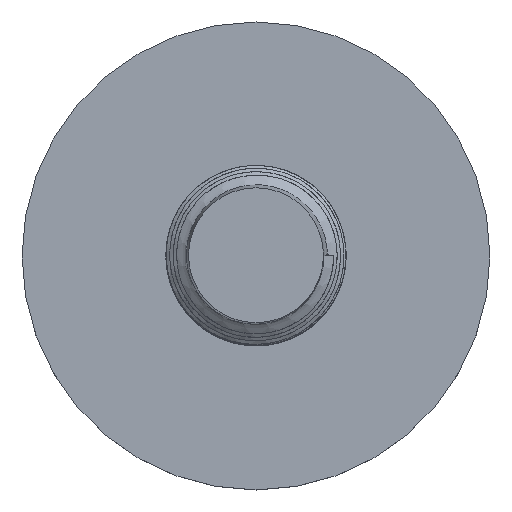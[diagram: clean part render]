
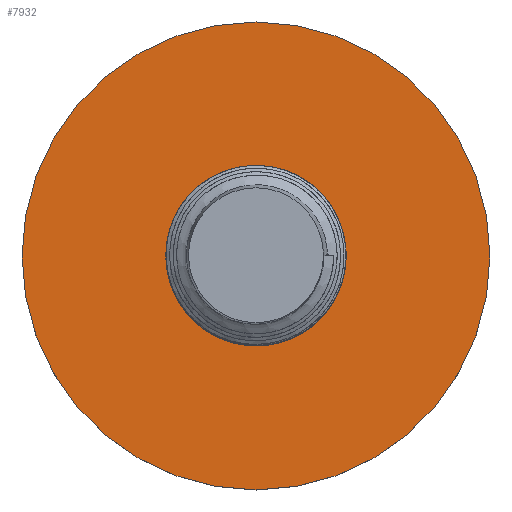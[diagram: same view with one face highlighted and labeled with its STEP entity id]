
A CAD part, top view. The second image highlights one B-rep face of the part: STEP entity #7932.
In plain terms, the highlighted planar face has unit normal (0, 0, 1).
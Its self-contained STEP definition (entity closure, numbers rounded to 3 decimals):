
#7772 = EDGE_CURVE('',#7773,#7773,#7775,.T.);
#7773 = VERTEX_POINT('',#7774);
#7774 = CARTESIAN_POINT('',(2720.7,534.,629.));
#7775 = SURFACE_CURVE('',#7776,(#7781,#7793),.PCURVE_S1.);
#7776 = CIRCLE('',#7777,13.);
#7777 = AXIS2_PLACEMENT_3D('',#7778,#7779,#7780);
#7778 = CARTESIAN_POINT('',(2720.7,547.,629.));
#7779 = DIRECTION('',(0.,0.,1.));
#7780 = DIRECTION('',(0.,-1.,0.));
#7781 = PCURVE('',#7782,#7787);
#7782 = CYLINDRICAL_SURFACE('',#7783,13.);
#7783 = AXIS2_PLACEMENT_3D('',#7784,#7785,#7786);
#7784 = CARTESIAN_POINT('',(2720.7,547.,629.));
#7785 = DIRECTION('',(0.,0.,-1.));
#7786 = DIRECTION('',(1.,0.,0.));
#7787 = DEFINITIONAL_REPRESENTATION('',(#7788),#7792);
#7788 = LINE('',#7789,#7790);
#7789 = CARTESIAN_POINT('',(7.854,0.));
#7790 = VECTOR('',#7791,1.);
#7791 = DIRECTION('',(-1.,0.));
#7792 = ( GEOMETRIC_REPRESENTATION_CONTEXT(2) 
PARAMETRIC_REPRESENTATION_CONTEXT() REPRESENTATION_CONTEXT('2D SPACE',''
  ) );
#7793 = PCURVE('',#7794,#7799);
#7794 = PLANE('',#7795);
#7795 = AXIS2_PLACEMENT_3D('',#7796,#7797,#7798);
#7796 = CARTESIAN_POINT('',(2720.7,547.,629.));
#7797 = DIRECTION('',(0.,0.,1.));
#7798 = DIRECTION('',(-1.,0.,0.));
#7799 = DEFINITIONAL_REPRESENTATION('',(#7800),#7804);
#7800 = CIRCLE('',#7801,13.);
#7801 = AXIS2_PLACEMENT_2D('',#7802,#7803);
#7802 = CARTESIAN_POINT('',(0.,0.));
#7803 = DIRECTION('',(0.,1.));
#7804 = ( GEOMETRIC_REPRESENTATION_CONTEXT(2) 
PARAMETRIC_REPRESENTATION_CONTEXT() REPRESENTATION_CONTEXT('2D SPACE',''
  ) );
#7859 = EDGE_CURVE('',#7860,#7860,#7862,.T.);
#7860 = VERTEX_POINT('',#7861);
#7861 = CARTESIAN_POINT('',(2720.7,542.315,629.));
#7862 = SURFACE_CURVE('',#7863,(#7868,#7880),.PCURVE_S1.);
#7863 = CIRCLE('',#7864,4.685);
#7864 = AXIS2_PLACEMENT_3D('',#7865,#7866,#7867);
#7865 = CARTESIAN_POINT('',(2720.7,547.,629.));
#7866 = DIRECTION('',(0.,0.,1.));
#7867 = DIRECTION('',(0.,-1.,0.));
#7868 = PCURVE('',#7869,#7874);
#7869 = CYLINDRICAL_SURFACE('',#7870,4.685);
#7870 = AXIS2_PLACEMENT_3D('',#7871,#7872,#7873);
#7871 = CARTESIAN_POINT('',(2720.7,547.,629.));
#7872 = DIRECTION('',(0.,0.,-1.));
#7873 = DIRECTION('',(1.,0.,0.));
#7874 = DEFINITIONAL_REPRESENTATION('',(#7875),#7879);
#7875 = LINE('',#7876,#7877);
#7876 = CARTESIAN_POINT('',(7.854,0.));
#7877 = VECTOR('',#7878,1.);
#7878 = DIRECTION('',(-1.,0.));
#7879 = ( GEOMETRIC_REPRESENTATION_CONTEXT(2) 
PARAMETRIC_REPRESENTATION_CONTEXT() REPRESENTATION_CONTEXT('2D SPACE',''
  ) );
#7880 = PCURVE('',#7794,#7881);
#7881 = DEFINITIONAL_REPRESENTATION('',(#7882),#7886);
#7882 = CIRCLE('',#7883,4.685);
#7883 = AXIS2_PLACEMENT_2D('',#7884,#7885);
#7884 = CARTESIAN_POINT('',(0.,0.));
#7885 = DIRECTION('',(0.,1.));
#7886 = ( GEOMETRIC_REPRESENTATION_CONTEXT(2) 
PARAMETRIC_REPRESENTATION_CONTEXT() REPRESENTATION_CONTEXT('2D SPACE',''
  ) );
#7932 = ADVANCED_FACE('',(#7933,#7936),#7794,.T.);
#7933 = FACE_BOUND('',#7934,.T.);
#7934 = EDGE_LOOP('',(#7935));
#7935 = ORIENTED_EDGE('',*,*,#7772,.T.);
#7936 = FACE_BOUND('',#7937,.T.);
#7937 = EDGE_LOOP('',(#7938));
#7938 = ORIENTED_EDGE('',*,*,#7859,.F.);
